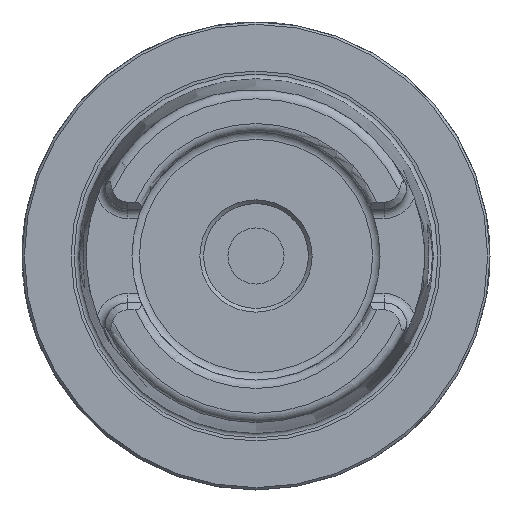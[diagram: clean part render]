
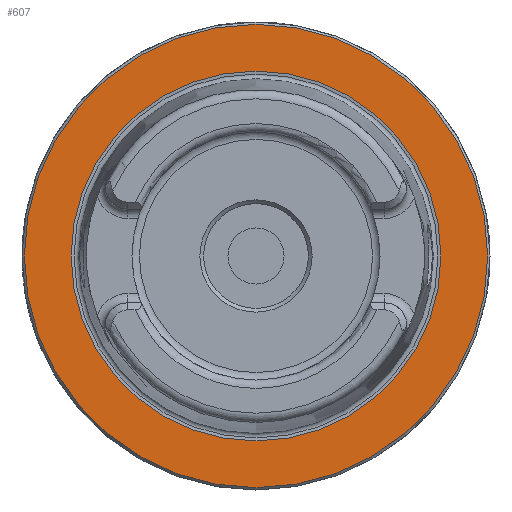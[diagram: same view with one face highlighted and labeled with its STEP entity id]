
A CAD part, left-side view. The second image highlights one B-rep face of the part: STEP entity #607.
In plain terms, the highlighted planar face has unit normal (-1, 0, 0).
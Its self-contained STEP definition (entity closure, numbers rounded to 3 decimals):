
#607 = ADVANCED_FACE( '', ( #1350, #1351 ), #1352, .T. );
#1350 = FACE_OUTER_BOUND( '', #2314, .T. );
#1351 = FACE_BOUND( '', #2315, .T. );
#1352 = PLANE( '', #2316 );
#2314 = EDGE_LOOP( '', ( #3996 ) );
#2315 = EDGE_LOOP( '', ( #3997 ) );
#2316 = AXIS2_PLACEMENT_3D( '', #3998, #3999, #4000 );
#3996 = ORIENTED_EDGE( '', *, *, #5502, .T. );
#3997 = ORIENTED_EDGE( '', *, *, #5461, .F. );
#3998 = CARTESIAN_POINT( '', ( 0., 0., 49.5 ) );
#3999 = DIRECTION( '', ( -1., 0., 0. ) );
#4000 = DIRECTION( '', ( 0., 0., 1. ) );
#5461 = EDGE_CURVE( '', #6633, #6633, #6634, .T. );
#5502 = EDGE_CURVE( '', #6690, #6690, #6691, .T. );
#6633 = VERTEX_POINT( '', #9293 );
#6634 = CIRCLE( '', #9294, 39.511 );
#6690 = VERTEX_POINT( '', #9425 );
#6691 = CIRCLE( '', #9426, 49.5 );
#9293 = CARTESIAN_POINT( '', ( 0., 0., 39.511 ) );
#9294 = AXIS2_PLACEMENT_3D( '', #10572, #10573, #10574 );
#9425 = CARTESIAN_POINT( '', ( 0., 0., 49.5 ) );
#9426 = AXIS2_PLACEMENT_3D( '', #10616, #10617, #10618 );
#10572 = CARTESIAN_POINT( '', ( 0., 0., 0. ) );
#10573 = DIRECTION( '', ( -1., 0., 0. ) );
#10574 = DIRECTION( '', ( 0., 0., 1. ) );
#10616 = CARTESIAN_POINT( '', ( 0., 0., 0. ) );
#10617 = DIRECTION( '', ( -1., 0., 0. ) );
#10618 = DIRECTION( '', ( 0., 0., 1. ) );
